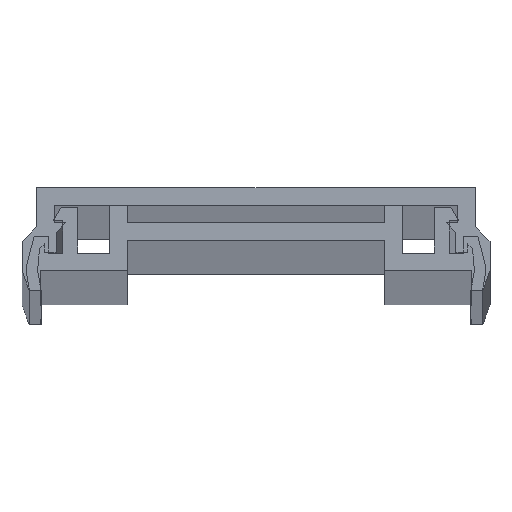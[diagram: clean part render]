
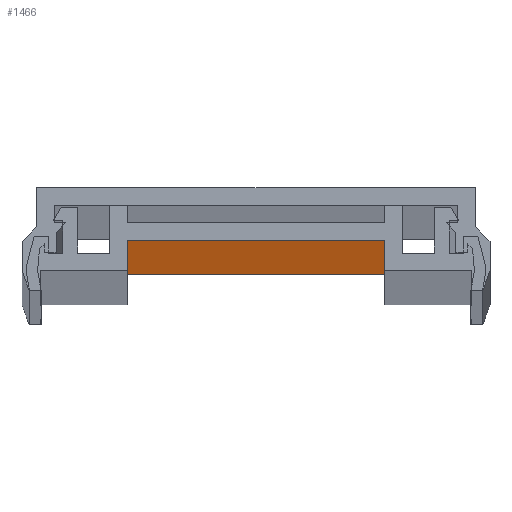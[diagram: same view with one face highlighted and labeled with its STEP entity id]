
A CAD part, top view. The second image highlights one B-rep face of the part: STEP entity #1466.
In plain terms, the highlighted planar face has unit normal (0, -1, 0).
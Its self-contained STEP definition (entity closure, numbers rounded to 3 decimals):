
#109 = DIRECTION ( 'NONE',  ( 0., -1., 0. ) ) ;
#210 = PLANE ( 'NONE',  #1198 ) ;
#225 = DIRECTION ( 'NONE',  ( 0., 0., -1. ) ) ;
#283 = CARTESIAN_POINT ( 'NONE',  ( -13.2, -5.4, -1025.461 ) ) ;
#309 = FACE_OUTER_BOUND ( 'NONE', #2260, .T. ) ;
#433 = CARTESIAN_POINT ( 'NONE',  ( -13.2, -5.4, 999. ) ) ;
#513 = LINE ( 'NONE', #1661, #516 ) ;
#516 = VECTOR ( 'NONE', #1654, 1000. ) ;
#565 = EDGE_CURVE ( 'NONE', #2428, #1404, #945, .T. ) ;
#568 = EDGE_CURVE ( 'NONE', #1627, #2181, #922, .T. ) ;
#599 = CARTESIAN_POINT ( 'NONE',  ( -13.2, -5.4, -999. ) ) ;
#748 = VECTOR ( 'NONE', #1251, 1000. ) ;
#912 = VECTOR ( 'NONE', #956, 1000. ) ;
#919 = VECTOR ( 'NONE', #1757, 1000. ) ;
#922 = LINE ( 'NONE', #1828, #912 ) ;
#944 = CARTESIAN_POINT ( 'NONE',  ( -13.2, -5.4, -1025.461 ) ) ;
#945 = LINE ( 'NONE', #944, #919 ) ;
#956 = DIRECTION ( 'NONE',  ( 0., 0., 1. ) ) ;
#1042 = CARTESIAN_POINT ( 'NONE',  ( 13.2, -5.4, 999. ) ) ;
#1188 = EDGE_CURVE ( 'NONE', #1404, #2181, #513, .T. ) ;
#1198 = AXIS2_PLACEMENT_3D ( 'NONE', #283, #109, #225 ) ;
#1251 = DIRECTION ( 'NONE',  ( 1., 0., 0. ) ) ;
#1291 = CARTESIAN_POINT ( 'NONE',  ( -13.2, -5.4, -999. ) ) ;
#1404 = VERTEX_POINT ( 'NONE', #433 ) ;
#1466 = ADVANCED_FACE ( 'NONE', ( #309 ), #210, .T. ) ;
#1502 = ORIENTED_EDGE ( 'NONE', *, *, #568, .T. ) ;
#1552 = ORIENTED_EDGE ( 'NONE', *, *, #1188, .F. ) ;
#1561 = ORIENTED_EDGE ( 'NONE', *, *, #2065, .T. ) ;
#1627 = VERTEX_POINT ( 'NONE', #2208 ) ;
#1654 = DIRECTION ( 'NONE',  ( 1., 0., 0. ) ) ;
#1661 = CARTESIAN_POINT ( 'NONE',  ( -13.2, -5.4, 999. ) ) ;
#1757 = DIRECTION ( 'NONE',  ( 0., 0., 1. ) ) ;
#1828 = CARTESIAN_POINT ( 'NONE',  ( 13.2, -5.4, -1025.461 ) ) ;
#2038 = LINE ( 'NONE', #1291, #748 ) ;
#2065 = EDGE_CURVE ( 'NONE', #2428, #1627, #2038, .T. ) ;
#2181 = VERTEX_POINT ( 'NONE', #1042 ) ;
#2208 = CARTESIAN_POINT ( 'NONE',  ( 13.2, -5.4, -999. ) ) ;
#2260 = EDGE_LOOP ( 'NONE', ( #2425, #1561, #1502, #1552 ) ) ;
#2425 = ORIENTED_EDGE ( 'NONE', *, *, #565, .F. ) ;
#2428 = VERTEX_POINT ( 'NONE', #599 ) ;
